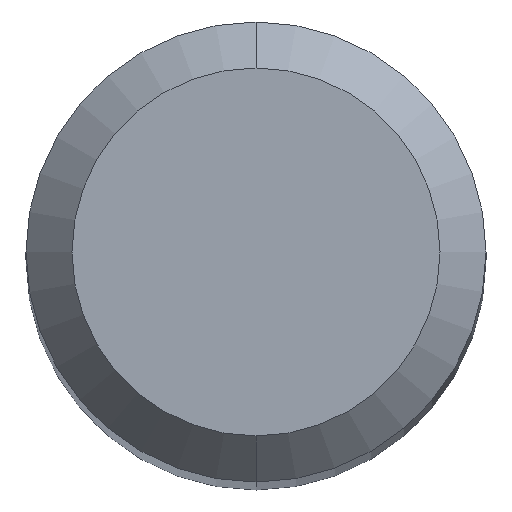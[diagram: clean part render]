
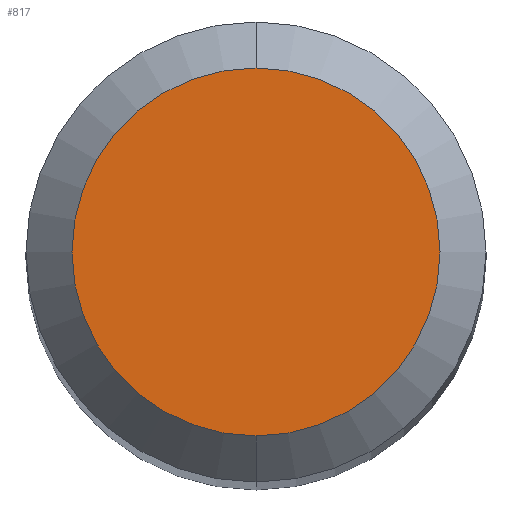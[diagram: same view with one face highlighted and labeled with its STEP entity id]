
A CAD part, top view. The second image highlights one B-rep face of the part: STEP entity #817.
In plain terms, the highlighted planar face has unit normal (0, 0, 1).
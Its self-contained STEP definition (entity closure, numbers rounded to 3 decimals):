
#445=EDGE_CURVE('',#887,#621,#1111,.T.);
#621=VERTEX_POINT('',#1305);
#815=EDGE_CURVE('',#621,#887,#1514,.T.);
#817=ADVANCED_FACE('',(#1516),#1517,.T.);
#887=VERTEX_POINT('',#1594);
#1111=CIRCLE('',#2100,1.2);
#1305=CARTESIAN_POINT('',(0.,-1.2,0.0));
#1514=CIRCLE('',#7476,1.2);
#1516=FACE_OUTER_BOUND('',#7478,.T.);
#1517=PLANE('',#7479);
#1594=CARTESIAN_POINT('',(0.0,1.2,0.0));
#2100=AXIS2_PLACEMENT_3D('',#9316,#9317,#9318);
#7476=AXIS2_PLACEMENT_3D('',#9733,#9734,#9735);
#7478=EDGE_LOOP('',(#9737,#9738));
#7479=AXIS2_PLACEMENT_3D('',#9739,#9740,#9741);
#9316=CARTESIAN_POINT('',(0.0,0.0,0.0));
#9317=DIRECTION('',(0.0,0.0,-1.0));
#9318=DIRECTION('',(0.0,1.0,0.0));
#9733=CARTESIAN_POINT('',(0.0,0.0,0.0));
#9734=DIRECTION('',(0.0,0.0,-1.0));
#9735=DIRECTION('',(0.0,1.0,0.0));
#9737=ORIENTED_EDGE('',*,*,#445,.F.);
#9738=ORIENTED_EDGE('',*,*,#815,.F.);
#9739=CARTESIAN_POINT('',(0.0,0.6,0.0));
#9740=DIRECTION('',(-0.0,0.0,1.0));
#9741=DIRECTION('',(0.0,-1.0,0.0));
